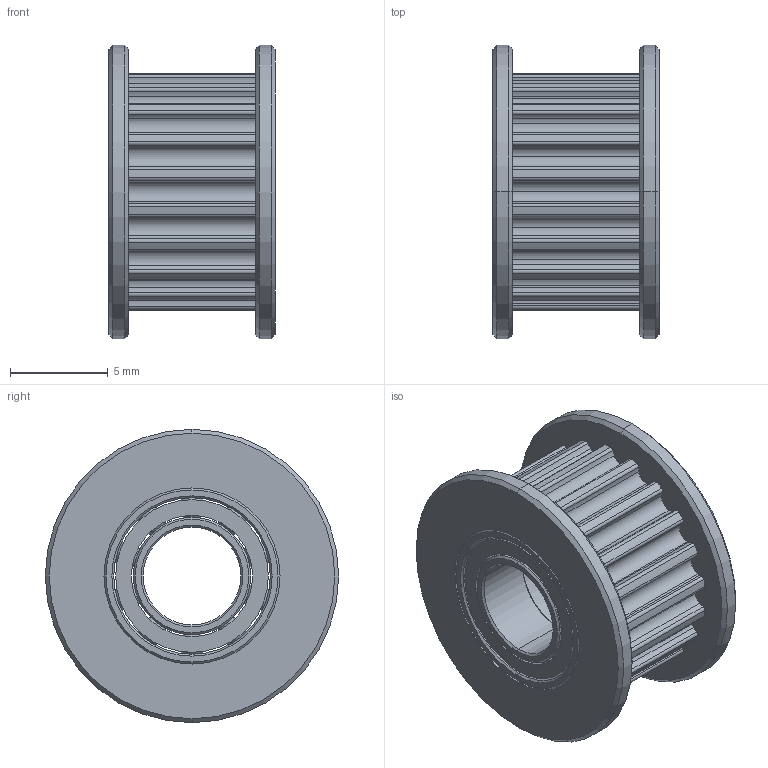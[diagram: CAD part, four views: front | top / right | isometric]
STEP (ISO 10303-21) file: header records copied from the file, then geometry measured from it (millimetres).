
FILE_DESCRIPTION (( 'STEP AP214' ), '1' );
FILE_NAME ('Poulie 2GT6 20dts.STEP', '2023-03-26T15:47:44', ( '' ), ( '' ), 'SwSTEP 2.0', 'SolidWorks 2018', '' );
FILE_SCHEMA (( 'AUTOMOTIVE_DESIGN' ));
Length unit declared in the file: millimetre
Products named in the file (2): Poulie 2GT6 20dts
Bounding box: 8.5 x 15 x 15 mm (x, y, z)
Volume: 672.5 mm3; surface area: 1607.5 mm2
Topology: 27 solids, 29 shells, 303 faces, 803 edges, 522 vertices
Faces by surface type: cylinder 189, cone 40, sphere 40, plane 22, torus 12
Entity records: 9318 total; most frequent: DIRECTION 1787, CARTESIAN_POINT 1470, ORIENTED_EDGE 1406, AXIS2_PLACEMENT_3D 779, EDGE_CURVE 703, CIRCLE 474, VERTEX_POINT 462, EDGE_LOOP 325
